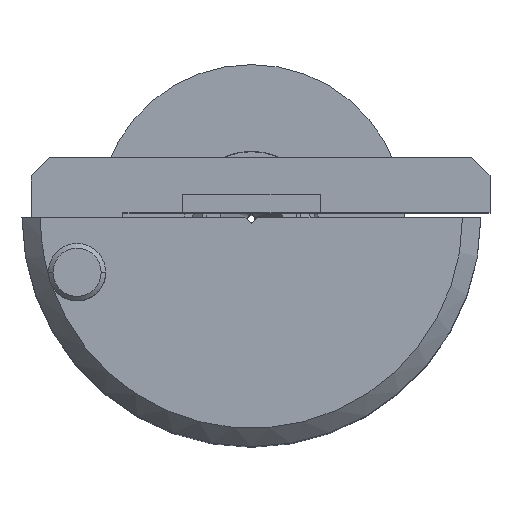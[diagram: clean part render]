
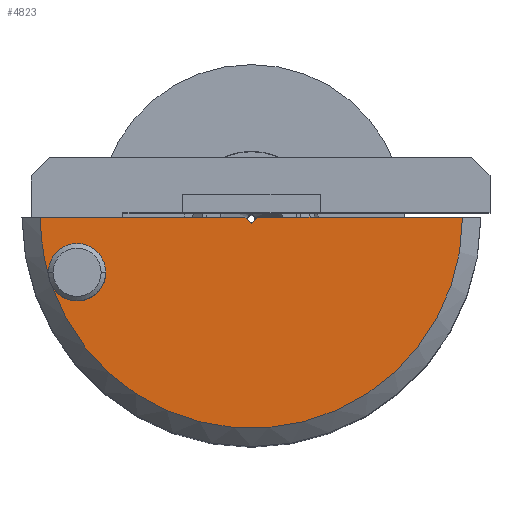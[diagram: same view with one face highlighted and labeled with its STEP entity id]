
A CAD part, top view. The second image highlights one B-rep face of the part: STEP entity #4823.
In plain terms, the highlighted planar face has unit normal (0, 0, 1).
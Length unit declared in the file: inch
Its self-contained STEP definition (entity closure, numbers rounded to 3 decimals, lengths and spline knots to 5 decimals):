
#24 = LINE ( 'NONE', #3923, #2765 ) ;
#109 = CARTESIAN_POINT ( 'NONE',  ( 0.00701, 0., 0.75181 ) ) ;
#219 = DIRECTION ( 'NONE',  ( -1., 0., 0. ) ) ;
#231 = LINE ( 'NONE', #109, #7704 ) ;
#341 = CARTESIAN_POINT ( 'NONE',  ( 0.23, 0., 0.75181 ) ) ;
#459 = ORIENTED_EDGE ( 'NONE', *, *, #8424, .F. ) ;
#516 = EDGE_CURVE ( 'NONE', #7088, #3623, #8598, .T. ) ;
#679 = CARTESIAN_POINT ( 'NONE',  ( -0.19, -0.06, 0.75181 ) ) ;
#808 = DIRECTION ( 'NONE',  ( 0., 0., 1. ) ) ;
#871 = DIRECTION ( 'NONE',  ( -1., 0., 0. ) ) ;
#925 = CARTESIAN_POINT ( 'NONE',  ( 0., 0., 0.75181 ) ) ;
#975 = CIRCLE ( 'NONE', #6229, 0.03125 ) ;
#1090 = AXIS2_PLACEMENT_3D ( 'NONE', #8202, #9738, #8911 ) ;
#1193 = CIRCLE ( 'NONE', #1090, 0.23 ) ;
#1956 = PLANE ( 'NONE',  #4515 ) ;
#2001 = ORIENTED_EDGE ( 'NONE', *, *, #3117, .T. ) ;
#2157 = CIRCLE ( 'NONE', #3311, 0.03125 ) ;
#2159 = ORIENTED_EDGE ( 'NONE', *, *, #5491, .T. ) ;
#2163 = EDGE_CURVE ( 'NONE', #2293, #2393, #8308, .T. ) ;
#2187 = CARTESIAN_POINT ( 'NONE',  ( -0.00701, 0., 0.75181 ) ) ;
#2195 = CARTESIAN_POINT ( 'NONE',  ( 0., -0.00701, 0.75181 ) ) ;
#2270 = VECTOR ( 'NONE', #219, 39.37008 ) ;
#2293 = VERTEX_POINT ( 'NONE', #5607 ) ;
#2393 = VERTEX_POINT ( 'NONE', #3482 ) ;
#2469 = DIRECTION ( 'NONE',  ( 0., 0., 1. ) ) ;
#2514 = CARTESIAN_POINT ( 'NONE',  ( -0.25, 0., 0.75181 ) ) ;
#2632 = CARTESIAN_POINT ( 'NONE',  ( -0.23, 0., 0.75181 ) ) ;
#2765 = VECTOR ( 'NONE', #8467, 39.37008 ) ;
#2945 = ORIENTED_EDGE ( 'NONE', *, *, #8863, .T. ) ;
#3117 = EDGE_CURVE ( 'NONE', #4509, #9128, #24, .T. ) ;
#3156 = CARTESIAN_POINT ( 'NONE',  ( -0.19, -0.06, 0.75181 ) ) ;
#3311 = AXIS2_PLACEMENT_3D ( 'NONE', #9155, #808, #6111 ) ;
#3482 = CARTESIAN_POINT ( 'NONE',  ( -0.15875, -0.06, 0.75181 ) ) ;
#3623 = VERTEX_POINT ( 'NONE', #2632 ) ;
#3923 = CARTESIAN_POINT ( 'NONE',  ( 0., -0.00701, 0.75181 ) ) ;
#3933 = LINE ( 'NONE', #2187, #9035 ) ;
#4126 = AXIS2_PLACEMENT_3D ( 'NONE', #3156, #7684, #6847 ) ;
#4509 = VERTEX_POINT ( 'NONE', #7309 ) ;
#4515 = AXIS2_PLACEMENT_3D ( 'NONE', #8725, #7266, #6431 ) ;
#4518 = DIRECTION ( 'NONE',  ( 0., 0., 1. ) ) ;
#4682 = EDGE_CURVE ( 'NONE', #9444, #4509, #231, .T. ) ;
#4720 = ORIENTED_EDGE ( 'NONE', *, *, #516, .T. ) ;
#4823 = ADVANCED_FACE ( 'NONE', ( #8077 ), #1956, .T. ) ;
#5105 = AXIS2_PLACEMENT_3D ( 'NONE', #925, #2469, #7779 ) ;
#5491 = EDGE_CURVE ( 'NONE', #9128, #7088, #3933, .T. ) ;
#5607 = CARTESIAN_POINT ( 'NONE',  ( -0.21745, -0.07493, 0.75181 ) ) ;
#5656 = CARTESIAN_POINT ( 'NONE',  ( -0.22105, -0.06354, 0.75181 ) ) ;
#6111 = DIRECTION ( 'NONE',  ( 1., 0., 0. ) ) ;
#6175 = CIRCLE ( 'NONE', #5105, 0.23 ) ;
#6229 = AXIS2_PLACEMENT_3D ( 'NONE', #679, #4518, #9830 ) ;
#6431 = DIRECTION ( 'NONE',  ( 1., 0., 0. ) ) ;
#6847 = DIRECTION ( 'NONE',  ( 1., 0., 0. ) ) ;
#6910 = ORIENTED_EDGE ( 'NONE', *, *, #4682, .T. ) ;
#7088 = VERTEX_POINT ( 'NONE', #9836 ) ;
#7108 = CARTESIAN_POINT ( 'NONE',  ( -0.22125, -0.06, 0.75181 ) ) ;
#7266 = DIRECTION ( 'NONE',  ( 0., 0., 1. ) ) ;
#7309 = CARTESIAN_POINT ( 'NONE',  ( 0.00701, 0., 0.75181 ) ) ;
#7422 = ORIENTED_EDGE ( 'NONE', *, *, #9259, .T. ) ;
#7684 = DIRECTION ( 'NONE',  ( 0., 0., 1. ) ) ;
#7704 = VECTOR ( 'NONE', #871, 39.37008 ) ;
#7779 = DIRECTION ( 'NONE',  ( 1., 0., 0. ) ) ;
#7998 = VERTEX_POINT ( 'NONE', #7108 ) ;
#8077 = FACE_OUTER_BOUND ( 'NONE', #8283, .T. ) ;
#8202 = CARTESIAN_POINT ( 'NONE',  ( 0., 0., 0.75181 ) ) ;
#8283 = EDGE_LOOP ( 'NONE', ( #4720, #2945, #8976, #459, #9397, #7422, #6910, #2001, #2159 ) ) ;
#8308 = CIRCLE ( 'NONE', #4126, 0.03125 ) ;
#8379 = EDGE_CURVE ( 'NONE', #7998, #9437, #975, .T. ) ;
#8424 = EDGE_CURVE ( 'NONE', #2393, #7998, #2157, .T. ) ;
#8467 = DIRECTION ( 'NONE',  ( -0.707, -0.707, 0. ) ) ;
#8598 = LINE ( 'NONE', #2514, #2270 ) ;
#8725 = CARTESIAN_POINT ( 'NONE',  ( 0., 0., 0.75181 ) ) ;
#8863 = EDGE_CURVE ( 'NONE', #3623, #9437, #1193, .T. ) ;
#8911 = DIRECTION ( 'NONE',  ( 1., 0., 0. ) ) ;
#8913 = DIRECTION ( 'NONE',  ( -0.707, 0.707, 0. ) ) ;
#8976 = ORIENTED_EDGE ( 'NONE', *, *, #8379, .F. ) ;
#9035 = VECTOR ( 'NONE', #8913, 39.37008 ) ;
#9128 = VERTEX_POINT ( 'NONE', #2195 ) ;
#9155 = CARTESIAN_POINT ( 'NONE',  ( -0.19, -0.06, 0.75181 ) ) ;
#9259 = EDGE_CURVE ( 'NONE', #2293, #9444, #6175, .T. ) ;
#9397 = ORIENTED_EDGE ( 'NONE', *, *, #2163, .F. ) ;
#9437 = VERTEX_POINT ( 'NONE', #5656 ) ;
#9444 = VERTEX_POINT ( 'NONE', #341 ) ;
#9738 = DIRECTION ( 'NONE',  ( 0., 0., 1. ) ) ;
#9830 = DIRECTION ( 'NONE',  ( 1., 0., 0. ) ) ;
#9836 = CARTESIAN_POINT ( 'NONE',  ( -0.00701, 0., 0.75181 ) ) ;
